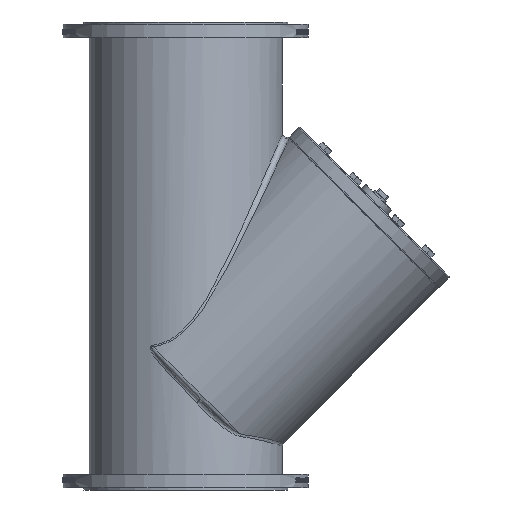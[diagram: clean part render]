
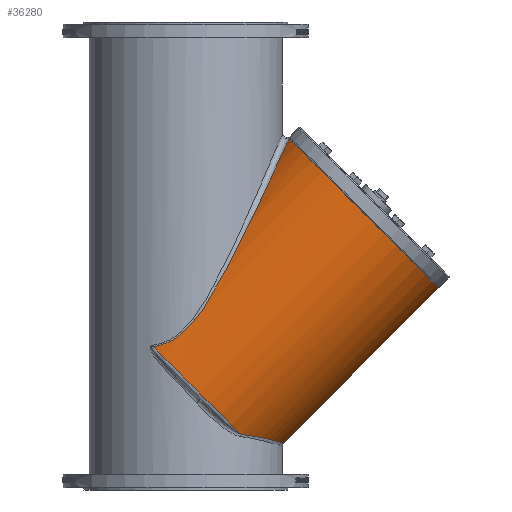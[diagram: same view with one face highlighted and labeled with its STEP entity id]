
A CAD part, left-side view. The second image highlights one B-rep face of the part: STEP entity #36280.
In plain terms, the highlighted cylindrical face has radius 193 mm (diameter 386 mm), a partial arc.
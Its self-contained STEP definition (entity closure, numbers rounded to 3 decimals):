
#1415=CIRCLE('',#37848,193.);
#1417=CIRCLE('',#37851,193.);
#1418=CIRCLE('',#37855,193.);
#1981=CYLINDRICAL_SURFACE('',#37854,193.);
#3870=FACE_OUTER_BOUND('',#5970,.T.);
#5970=EDGE_LOOP('',(#31640,#31641,#31642,#31643,#31644,#31645));
#12872=B_SPLINE_CURVE_WITH_KNOTS('',3,(#89005,#89006,#89007,#89008,#89009,
#89010,#89011,#89012,#89013,#89014,#89015,#89016,#89017),.UNSPECIFIED.,
 .F.,.F.,(4,1,1,1,1,1,1,1,1,1,4),(17.623,20.178,22.732,
27.842,31.248,32.952,38.061,43.171,
48.28,50.835,53.39),.UNSPECIFIED.);
#12882=B_SPLINE_CURVE_WITH_KNOTS('',3,(#89566,#89567,#89568,#89569,#89570,
#89571,#89572,#89573,#89574,#89575,#89576,#89577,#89578,#89579,#89580,#89581,
#89582,#89583,#89584,#89585),.UNSPECIFIED.,.F.,.F.,(4,1,1,1,1,1,1,1,1,1,
1,1,1,1,1,1,1,4),(156.105,156.202,158.78,161.358,
163.936,166.514,169.951,176.826,181.982,
187.138,192.294,196.161,198.094,200.028,
201.961,203.894,205.828,207.761),
 .UNSPECIFIED.);
#12884=B_SPLINE_CURVE_WITH_KNOTS('',3,(#89749,#89750,#89751,#89752,#89753,
#89754,#89755,#89756,#89757,#89758,#89759,#89760,#89761,#89762,#89763,#89764,
#89765,#89766,#89767,#89768),.UNSPECIFIED.,.F.,.F.,(4,1,1,1,1,1,1,1,1,1,
1,1,1,1,1,1,1,4),(99.487,101.421,103.354,105.287,
107.221,109.154,111.088,114.955,120.111,
125.267,130.423,135.579,140.734,142.453,
145.89,149.328,151.046,151.134),
 .UNSPECIFIED.);
#16237=VERTEX_POINT('',#88838);
#16242=VERTEX_POINT('',#88918);
#16248=VERTEX_POINT('',#89118);
#16255=VERTEX_POINT('',#89252);
#16257=VERTEX_POINT('',#89540);
#16258=VERTEX_POINT('',#89541);
#21413=EDGE_CURVE('',#16237,#16242,#12872,.T.);
#21427=EDGE_CURVE('',#16257,#16248,#12882,.T.);
#21429=EDGE_CURVE('',#16255,#16258,#12884,.T.);
#21433=EDGE_CURVE('',#16242,#16255,#1415,.T.);
#21435=EDGE_CURVE('',#16248,#16237,#1417,.T.);
#21438=EDGE_CURVE('',#16257,#16258,#1418,.T.);
#31640=ORIENTED_EDGE('',*,*,#21429,.F.);
#31641=ORIENTED_EDGE('',*,*,#21433,.F.);
#31642=ORIENTED_EDGE('',*,*,#21413,.F.);
#31643=ORIENTED_EDGE('',*,*,#21435,.F.);
#31644=ORIENTED_EDGE('',*,*,#21427,.F.);
#31645=ORIENTED_EDGE('',*,*,#21438,.T.);
#36280=ADVANCED_FACE('',(#3870),#1981,.T.);
#37848=AXIS2_PLACEMENT_3D('',#89797,#43202,#43203);
#37851=AXIS2_PLACEMENT_3D('',#89800,#43208,#43209);
#37854=AXIS2_PLACEMENT_3D('',#89827,#43214,#43215);
#37855=AXIS2_PLACEMENT_3D('',#89828,#43216,#43217);
#43202=DIRECTION('center_axis',(0.,0.707,-0.707));
#43203=DIRECTION('ref_axis',(-0.999,-0.032,-0.032));
#43208=DIRECTION('center_axis',(0.,0.707,-0.707));
#43209=DIRECTION('ref_axis',(0.999,-0.032,-0.032));
#43214=DIRECTION('center_axis',(0.,0.707,-0.707));
#43215=DIRECTION('ref_axis',(0.,0.707,0.707));
#43216=DIRECTION('center_axis',(0.,0.707,-0.707));
#43217=DIRECTION('ref_axis',(1.,0.,0.));
#88838=CARTESIAN_POINT('',(145.292,-100.437,-324.224));
#88918=CARTESIAN_POINT('',(-145.292,-100.437,-324.224));
#89005=CARTESIAN_POINT('Ctrl Pts',(145.292,-100.437,-324.224));
#89006=CARTESIAN_POINT('Ctrl Pts',(140.677,-107.266,-324.861));
#89007=CARTESIAN_POINT('Ctrl Pts',(130.545,-120.216,-326.634));
#89008=CARTESIAN_POINT('Ctrl Pts',(107.051,-142.959,-330.967));
#89009=CARTESIAN_POINT('Ctrl Pts',(76.933,-161.912,-335.6));
#89010=CARTESIAN_POINT('Ctrl Pts',(45.912,-172.49,-338.389));
#89011=CARTESIAN_POINT('Ctrl Pts',(13.772,-178.614,-340.056));
#89012=CARTESIAN_POINT('Ctrl Pts',(-24.791,-178.616,
-340.052));
#89013=CARTESIAN_POINT('Ctrl Pts',(-72.306,-164.829,
-336.314));
#89014=CARTESIAN_POINT('Ctrl Pts',(-107.049,-142.958,
-330.967));
#89015=CARTESIAN_POINT('Ctrl Pts',(-130.546,-120.216,
-326.634));
#89016=CARTESIAN_POINT('Ctrl Pts',(-140.677,-107.266,
-324.861));
#89017=CARTESIAN_POINT('Ctrl Pts',(-145.292,-100.437,
-324.224));
#89118=CARTESIAN_POINT('',(166.13,58.855,-164.932));
#89252=CARTESIAN_POINT('',(-166.13,58.855,-164.932));
#89540=CARTESIAN_POINT('',(23.437,-187.686,213.609));
#89541=CARTESIAN_POINT('',(-23.437,-187.686,213.609));
#89566=CARTESIAN_POINT('Ctrl Pts',(23.437,-187.687,213.61));
#89567=CARTESIAN_POINT('Ctrl Pts',(23.732,-187.644,213.517));
#89568=CARTESIAN_POINT('Ctrl Pts',(31.832,-186.463,210.909));
#89569=CARTESIAN_POINT('Ctrl Pts',(46.819,-183.068,203.418));
#89570=CARTESIAN_POINT('Ctrl Pts',(65.745,-176.166,188.233));
#89571=CARTESIAN_POINT('Ctrl Pts',(81.985,-168.098,170.562));
#89572=CARTESIAN_POINT('Ctrl Pts',(97.609,-158.304,149.22));
#89573=CARTESIAN_POINT('Ctrl Pts',(117.571,-142.564,115.195));
#89574=CARTESIAN_POINT('Ctrl Pts',(136.045,-122.274,72.042));
#89575=CARTESIAN_POINT('Ctrl Pts',(151.726,-98.329,22.826));
#89576=CARTESIAN_POINT('Ctrl Pts',(162.613,-75.661,-21.633));
#89577=CARTESIAN_POINT('Ctrl Pts',(170.063,-53.243,-62.287));
#89578=CARTESIAN_POINT('Ctrl Pts',(174.036,-33.893,-93.037));
#89579=CARTESIAN_POINT('Ctrl Pts',(175.816,-18.655,-113.741));
#89580=CARTESIAN_POINT('Ctrl Pts',(176.501,-6.117,-128.462));
#89581=CARTESIAN_POINT('Ctrl Pts',(176.311,7.884,-141.852));
#89582=CARTESIAN_POINT('Ctrl Pts',(174.859,23.653,-153.049));
#89583=CARTESIAN_POINT('Ctrl Pts',(171.661,40.994,-161.02));
#89584=CARTESIAN_POINT('Ctrl Pts',(168.19,52.945,-163.948));
#89585=CARTESIAN_POINT('Ctrl Pts',(166.13,58.855,-164.932));
#89749=CARTESIAN_POINT('Ctrl Pts',(-166.13,58.855,-164.932));
#89750=CARTESIAN_POINT('Ctrl Pts',(-168.19,52.943,-163.948));
#89751=CARTESIAN_POINT('Ctrl Pts',(-171.661,40.993,-161.019));
#89752=CARTESIAN_POINT('Ctrl Pts',(-174.858,23.661,-153.053));
#89753=CARTESIAN_POINT('Ctrl Pts',(-176.311,7.884,-141.853));
#89754=CARTESIAN_POINT('Ctrl Pts',(-176.501,-6.118,
-128.46));
#89755=CARTESIAN_POINT('Ctrl Pts',(-175.816,-18.654,
-113.743));
#89756=CARTESIAN_POINT('Ctrl Pts',(-174.037,-33.894,-93.033));
#89757=CARTESIAN_POINT('Ctrl Pts',(-170.07,-53.2,
-62.36));
#89758=CARTESIAN_POINT('Ctrl Pts',(-162.629,-75.644,
-21.669));
#89759=CARTESIAN_POINT('Ctrl Pts',(-151.675,-98.406,
22.981));
#89760=CARTESIAN_POINT('Ctrl Pts',(-137.607,-119.907,67.179));
#89761=CARTESIAN_POINT('Ctrl Pts',(-119.709,-140.367,
110.475));
#89762=CARTESIAN_POINT('Ctrl Pts',(-101.94,-155.309,142.72));
#89763=CARTESIAN_POINT('Ctrl Pts',(-83.594,-167.177,168.546));
#89764=CARTESIAN_POINT('Ctrl Pts',(-66.05,-176.33,
188.584));
#89765=CARTESIAN_POINT('Ctrl Pts',(-44.469,-183.803,205.037));
#89766=CARTESIAN_POINT('Ctrl Pts',(-29.184,-186.853,
211.771));
#89767=CARTESIAN_POINT('Ctrl Pts',(-23.706,-187.649,
213.528));
#89768=CARTESIAN_POINT('Ctrl Pts',(-23.438,-187.688,
213.613));
#89797=CARTESIAN_POINT('Origin',(0.,-10.607,-234.393));
#89800=CARTESIAN_POINT('Origin',(0.,-10.607,-234.393));
#89827=CARTESIAN_POINT('Origin',(0.,-164.049,-80.951));
#89828=CARTESIAN_POINT('Origin',(0.,-323.148,78.148));
